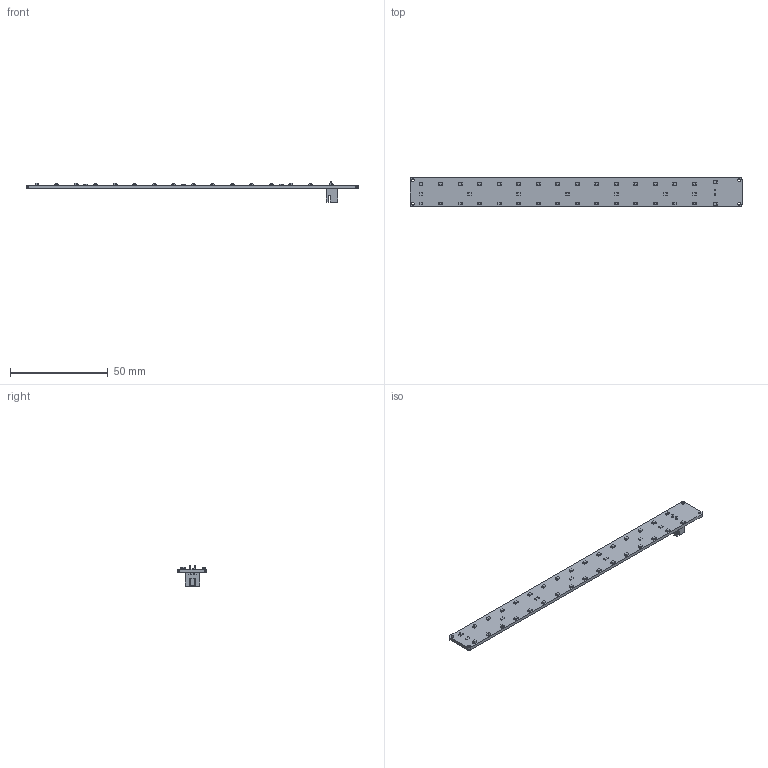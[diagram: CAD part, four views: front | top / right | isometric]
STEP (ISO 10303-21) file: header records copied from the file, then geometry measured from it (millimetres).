
FILE_DESCRIPTION(('KiCad electronic assembly'),'2;1');
FILE_NAME('Brake_Light.step','2023-12-16T13:30:14',('Pcbnew'),('Kicad'), 'Open CASCADE STEP processor 7.7','KiCad to STEP converter','Unknown' );
FILE_SCHEMA(('AUTOMOTIVE_DESIGN { 1 0 10303 214 1 1 1 1 }'));
Length unit declared in the file: millimetre
Products named in the file (8): Brake_Light 1; R_0805_2012Metric; SOLID; LED_0805_2012Metric; JST_XH_B2B-XH-A_1x02_P2.50mm_Vertical; _autosave-Brake_Light PCB
Assembly tree (44 placements, depth 3):
  Brake_Light 1
    R_0805_2012Metric  x7
      SOLID
    LED_0805_2012Metric  x32
      SOLID
    JST_XH_B2B-XH-A_1x02_P2.50mm_Vertical
      SOLID
    _autosave-Brake_Light PCB
Bounding box: 169.99 x 14.99 x 10.4 mm (x, y, z)
Volume: 4242.3 mm3; surface area: 6505.4 mm2
Topology: 41 solids, 41 shells, 1919 faces, 5109 edges, 3308 vertices
Faces by surface type: plane 1597, cylinder 322
Full cylindrical faces by diameter (mm): 1 x2, 1.4 x4
Entity records: 15826 total; most frequent: CARTESIAN_POINT 2550, DIRECTION 2272, LINE 1630, VECTOR 1630, ORIENTED_EDGE 1156, PCURVE 1156, DEFINITIONAL_REPRESENTATION 1156, EDGE_CURVE 578
